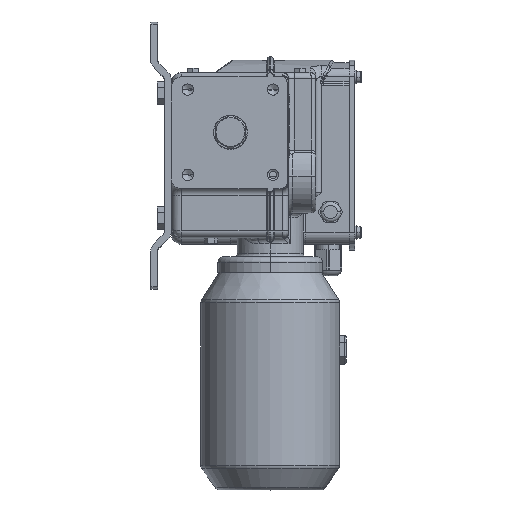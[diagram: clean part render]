
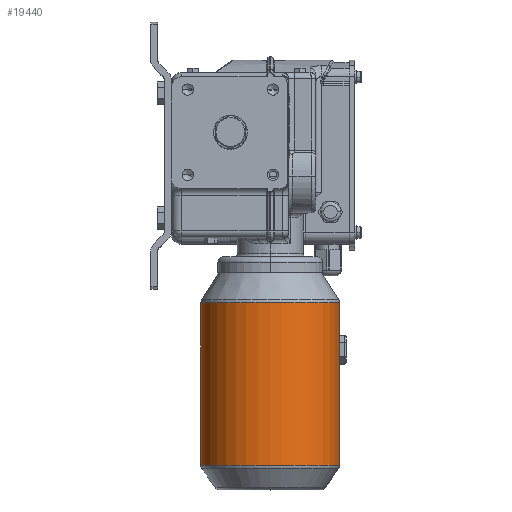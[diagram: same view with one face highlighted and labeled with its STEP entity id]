
A CAD part, top view. The second image highlights one B-rep face of the part: STEP entity #19440.
In plain terms, the highlighted cylindrical face has radius 61 mm (diameter 122 mm), a partial arc.
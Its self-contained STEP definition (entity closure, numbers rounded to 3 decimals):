
#49 = DIRECTION ( 'NONE',  ( 0., -1., 0. ) ) ;
#61 = LINE ( 'NONE', #20839, #19554 ) ;
#1137 = CARTESIAN_POINT ( 'NONE',  ( 0., 0., 0. ) ) ;
#1565 = EDGE_CURVE ( 'NONE', #10974, #13151, #1737, .T. ) ;
#1737 = CIRCLE ( 'NONE', #4299, 61. ) ;
#1891 = EDGE_CURVE ( 'NONE', #2196, #10974, #6071, .T. ) ;
#2196 = VERTEX_POINT ( 'NONE', #9778 ) ;
#2321 = DIRECTION ( 'NONE',  ( 0., 0., -1. ) ) ;
#2645 = CARTESIAN_POINT ( 'NONE',  ( 0., -26.463, -61. ) ) ;
#2718 = EDGE_CURVE ( 'NONE', #15286, #2196, #21322, .T. ) ;
#3687 = CARTESIAN_POINT ( 'NONE',  ( 0., -169.424, 0. ) ) ;
#4299 = AXIS2_PLACEMENT_3D ( 'NONE', #4958, #49, #13472 ) ;
#4452 = FACE_OUTER_BOUND ( 'NONE', #7989, .T. ) ;
#4958 = CARTESIAN_POINT ( 'NONE',  ( 0., -26.463, 0. ) ) ;
#5830 = AXIS2_PLACEMENT_3D ( 'NONE', #1137, #9791, #12852 ) ;
#5942 = ORIENTED_EDGE ( 'NONE', *, *, #1565, .T. ) ;
#6071 = LINE ( 'NONE', #13008, #19176 ) ;
#6368 = EDGE_CURVE ( 'NONE', #15286, #13151, #61, .T. ) ;
#7005 = DIRECTION ( 'NONE',  ( 0., 1., 0. ) ) ;
#7830 = CARTESIAN_POINT ( 'NONE',  ( 0., -169.424, -61. ) ) ;
#7989 = EDGE_LOOP ( 'NONE', ( #18203, #13551, #13158, #5942 ) ) ;
#9778 = CARTESIAN_POINT ( 'NONE',  ( 0., -169.424, 61. ) ) ;
#9791 = DIRECTION ( 'NONE',  ( 0., 1., 0. ) ) ;
#9826 = DIRECTION ( 'NONE',  ( 0., 1., 0. ) ) ;
#10974 = VERTEX_POINT ( 'NONE', #11185 ) ;
#11185 = CARTESIAN_POINT ( 'NONE',  ( 0., -26.463, 61. ) ) ;
#11896 = AXIS2_PLACEMENT_3D ( 'NONE', #3687, #15920, #2321 ) ;
#12852 = DIRECTION ( 'NONE',  ( 0., 0., 1. ) ) ;
#13008 = CARTESIAN_POINT ( 'NONE',  ( 0., 0., 61. ) ) ;
#13151 = VERTEX_POINT ( 'NONE', #2645 ) ;
#13158 = ORIENTED_EDGE ( 'NONE', *, *, #1891, .T. ) ;
#13472 = DIRECTION ( 'NONE',  ( 0., 0., -1. ) ) ;
#13551 = ORIENTED_EDGE ( 'NONE', *, *, #2718, .T. ) ;
#15286 = VERTEX_POINT ( 'NONE', #7830 ) ;
#15920 = DIRECTION ( 'NONE',  ( 0., 1., 0. ) ) ;
#16567 = CYLINDRICAL_SURFACE ( 'NONE', #5830, 61. ) ;
#18203 = ORIENTED_EDGE ( 'NONE', *, *, #6368, .F. ) ;
#19176 = VECTOR ( 'NONE', #9826, 1000. ) ;
#19440 = ADVANCED_FACE ( 'NONE', ( #4452 ), #16567, .T. ) ;
#19554 = VECTOR ( 'NONE', #7005, 1000. ) ;
#20839 = CARTESIAN_POINT ( 'NONE',  ( 0., 0., -61. ) ) ;
#21322 = CIRCLE ( 'NONE', #11896, 61. ) ;
